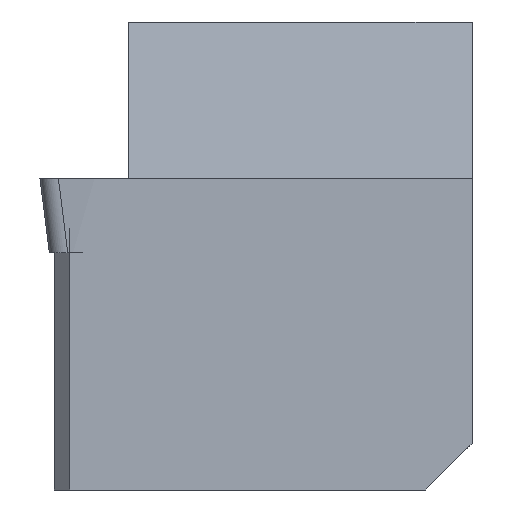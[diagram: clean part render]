
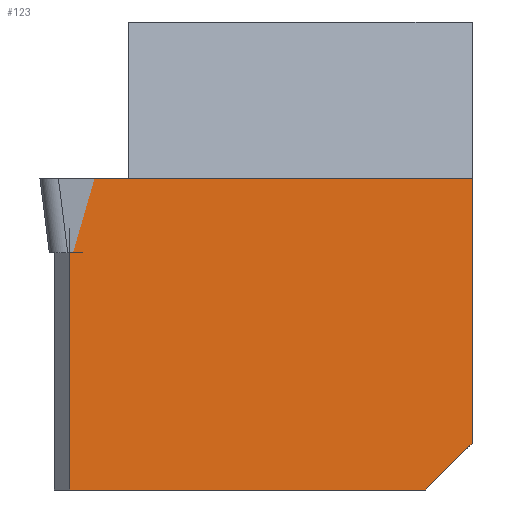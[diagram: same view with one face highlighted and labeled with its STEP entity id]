
A CAD part, left-side view. The second image highlights one B-rep face of the part: STEP entity #123.
In plain terms, the highlighted planar face has unit normal (-0.998, -0.07, 0).
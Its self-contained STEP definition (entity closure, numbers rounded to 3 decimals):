
#123=ADVANCED_FACE('',(#171),#150,.F.);
#150=PLANE('',#639);
#171=FACE_OUTER_BOUND('',#199,.T.);
#199=EDGE_LOOP('',(#292,#293,#294,#295,#296));
#292=ORIENTED_EDGE('',*,*,#472,.F.);
#293=ORIENTED_EDGE('',*,*,#473,.F.);
#294=ORIENTED_EDGE('',*,*,#474,.F.);
#295=ORIENTED_EDGE('',*,*,#475,.T.);
#296=ORIENTED_EDGE('',*,*,#476,.F.);
#410=VERTEX_POINT('',#913);
#411=VERTEX_POINT('',#914);
#412=VERTEX_POINT('',#916);
#413=VERTEX_POINT('',#918);
#414=VERTEX_POINT('',#920);
#472=EDGE_CURVE('',#410,#411,#537,.T.);
#473=EDGE_CURVE('',#412,#410,#538,.T.);
#474=EDGE_CURVE('',#413,#412,#539,.T.);
#475=EDGE_CURVE('',#413,#414,#540,.T.);
#476=EDGE_CURVE('',#411,#414,#541,.T.);
#537=LINE('',#912,#590);
#538=LINE('',#915,#591);
#539=LINE('',#917,#592);
#540=LINE('',#919,#593);
#541=LINE('',#921,#594);
#590=VECTOR('',#745,1.);
#591=VECTOR('',#746,1.);
#592=VECTOR('',#747,1.);
#593=VECTOR('',#748,1.);
#594=VECTOR('',#749,1.);
#639=AXIS2_PLACEMENT_3D('',#922,#750,#751);
#745=DIRECTION('',(-0.07,0.998,0.));
#746=DIRECTION('',(-0.049,0.706,-0.706));
#747=DIRECTION('',(0.,0.,-1.));
#748=DIRECTION('',(-0.07,0.998,0.));
#749=DIRECTION('',(0.,0.,1.));
#750=DIRECTION('',(0.998,0.07,0.));
#751=DIRECTION('',(0.07,-0.998,0.));
#912=CARTESIAN_POINT('',(1.822,-13.86,-9.98));
#913=CARTESIAN_POINT('',(1.717,-12.36,-9.98));
#914=CARTESIAN_POINT('',(0.92,-0.959,-9.98));
#915=CARTESIAN_POINT('',(1.921,-15.272,-7.069));
#916=CARTESIAN_POINT('',(1.822,-13.86,-8.48));
#917=CARTESIAN_POINT('',(1.822,-13.86,5.02));
#918=CARTESIAN_POINT('',(1.822,-13.86,-0.01));
#919=CARTESIAN_POINT('',(1.822,-13.86,-0.01));
#920=CARTESIAN_POINT('',(0.92,-0.959,-0.01));
#921=CARTESIAN_POINT('',(0.92,-0.959,5.02));
#922=CARTESIAN_POINT('',(1.822,-13.86,5.02));
